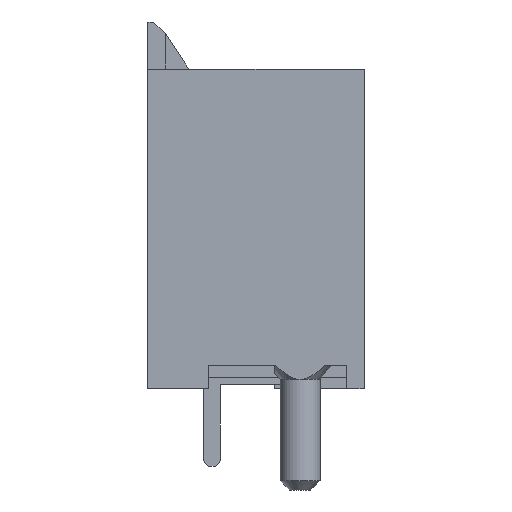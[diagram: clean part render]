
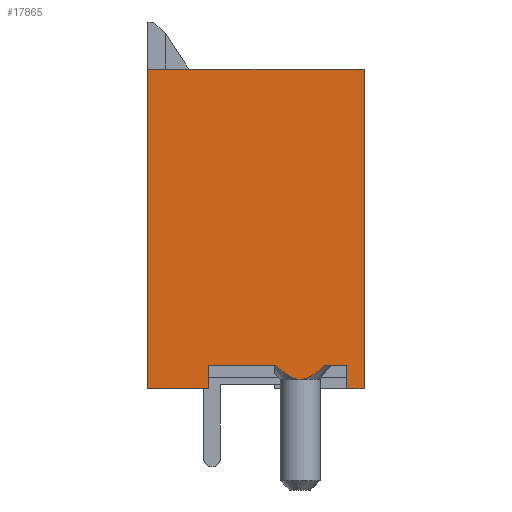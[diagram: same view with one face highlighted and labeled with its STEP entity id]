
A CAD part, left-side view. The second image highlights one B-rep face of the part: STEP entity #17865.
In plain terms, the highlighted planar face has unit normal (-1, 0, 0).
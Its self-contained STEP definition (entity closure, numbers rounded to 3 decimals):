
#26=B_SPLINE_CURVE_WITH_KNOTS('',3,(#24837,#24838,#24839,#24840,#24841,
#24842,#24843,#24844,#24845),.UNSPECIFIED.,.F.,.F.,(4,1,1,1,1,1,4),(0.,
0.25,0.375,0.5,0.625,0.75,1.),.UNSPECIFIED.);
#27=B_SPLINE_CURVE_WITH_KNOTS('',3,(#24847,#24848,#24849,#24850,#24851,
#24852,#24853,#24854,#24855),.UNSPECIFIED.,.F.,.F.,(4,1,1,1,1,1,4),(0.,
0.25,0.375,0.5,0.625,0.75,1.),.UNSPECIFIED.);
#2171=ORIENTED_EDGE('',*,*,#5543,.T.);
#2172=ORIENTED_EDGE('',*,*,#5544,.T.);
#2173=ORIENTED_EDGE('',*,*,#5545,.T.);
#2174=ORIENTED_EDGE('',*,*,#5546,.T.);
#2175=ORIENTED_EDGE('',*,*,#5547,.T.);
#2176=ORIENTED_EDGE('',*,*,#5548,.F.);
#2177=ORIENTED_EDGE('',*,*,#5407,.T.);
#2178=ORIENTED_EDGE('',*,*,#5330,.T.);
#2179=ORIENTED_EDGE('',*,*,#5309,.F.);
#2180=ORIENTED_EDGE('',*,*,#5541,.F.);
#2181=ORIENTED_EDGE('',*,*,#5549,.T.);
#5309=EDGE_CURVE('',#7190,#7191,#8668,.T.);
#5330=EDGE_CURVE('',#7205,#7191,#8685,.T.);
#5407=EDGE_CURVE('',#7255,#7205,#8762,.T.);
#5541=EDGE_CURVE('',#7325,#7190,#8896,.T.);
#5543=EDGE_CURVE('',#7326,#7327,#8898,.T.);
#5544=EDGE_CURVE('',#7327,#7328,#26,.T.);
#5545=EDGE_CURVE('',#7328,#7329,#27,.T.);
#5546=EDGE_CURVE('',#7329,#7330,#8899,.T.);
#5547=EDGE_CURVE('',#7330,#7331,#8900,.T.);
#5548=EDGE_CURVE('',#7255,#7331,#8901,.T.);
#5549=EDGE_CURVE('',#7325,#7326,#8902,.T.);
#7190=VERTEX_POINT('',#24373);
#7191=VERTEX_POINT('',#24375);
#7205=VERTEX_POINT('',#24415);
#7255=VERTEX_POINT('',#24551);
#7325=VERTEX_POINT('',#24830);
#7326=VERTEX_POINT('',#24835);
#7327=VERTEX_POINT('',#24836);
#7328=VERTEX_POINT('',#24846);
#7329=VERTEX_POINT('',#24856);
#7330=VERTEX_POINT('',#24858);
#7331=VERTEX_POINT('',#24860);
#8668=LINE('',#24374,#10272);
#8685=LINE('',#24414,#10289);
#8762=LINE('',#24550,#10366);
#8896=LINE('',#24831,#10500);
#8898=LINE('',#24834,#10502);
#8899=LINE('',#24857,#10503);
#8900=LINE('',#24859,#10504);
#8901=LINE('',#24861,#10505);
#8902=LINE('',#24862,#10506);
#10272=VECTOR('',#20261,1000.);
#10289=VECTOR('',#20296,1000.);
#10366=VECTOR('',#20391,1000.);
#10500=VECTOR('',#20677,1000.);
#10502=VECTOR('',#20681,1000.);
#10503=VECTOR('',#20682,1000.);
#10504=VECTOR('',#20683,1000.);
#10505=VECTOR('',#20684,1000.);
#10506=VECTOR('',#20685,1000.);
#11476=EDGE_LOOP('',(#2171,#2172,#2173,#2174,#2175,#2176,#2177,#2178,#2179,
#2180,#2181));
#12153=FACE_BOUND('',#11476,.T.);
#12808=PLANE('',#18537);
#17865=ADVANCED_FACE('',(#12153),#12808,.F.);
#18537=AXIS2_PLACEMENT_3D('',#24833,#20679,#20680);
#20261=DIRECTION('',(0.,-1.,0.));
#20296=DIRECTION('',(0.,0.,1.));
#20391=DIRECTION('',(0.,-1.,0.));
#20677=DIRECTION('',(0.,0.,1.));
#20679=DIRECTION('',(1.,0.,0.));
#20680=DIRECTION('',(0.,0.,-1.));
#20681=DIRECTION('',(0.,0.,-1.));
#20682=DIRECTION('',(0.,0.,-1.));
#20683=DIRECTION('',(0.,1.,0.));
#20684=DIRECTION('',(0.,0.,1.));
#20685=DIRECTION('',(0.,-1.,0.));
#24373=CARTESIAN_POINT('',(-13.4,13.6,4.6));
#24374=CARTESIAN_POINT('',(-13.4,13.6,4.6));
#24375=CARTESIAN_POINT('',(-13.4,0.,4.6));
#24414=CARTESIAN_POINT('',(-13.4,0.,-4.6));
#24415=CARTESIAN_POINT('',(-13.4,0.,-4.6));
#24550=CARTESIAN_POINT('',(-13.4,13.6,-4.6));
#24551=CARTESIAN_POINT('',(-13.4,13.6,-4.6));
#24830=CARTESIAN_POINT('',(-13.4,13.6,2.));
#24831=CARTESIAN_POINT('',(-13.4,13.6,-4.6));
#24833=CARTESIAN_POINT('',(-13.4,13.6,-4.6));
#24834=CARTESIAN_POINT('',(-13.4,12.6,-0.8));
#24835=CARTESIAN_POINT('',(-13.4,12.6,2.));
#24836=CARTESIAN_POINT('',(-13.4,12.6,-0.826));
#24837=CARTESIAN_POINT('',(-13.4,12.6,-0.826));
#24838=CARTESIAN_POINT('',(-13.4,12.684,-0.916));
#24839=CARTESIAN_POINT('',(-13.4,12.793,-1.04));
#24840=CARTESIAN_POINT('',(-13.4,12.916,-1.197));
#24841=CARTESIAN_POINT('',(-13.4,12.976,-1.277));
#24842=CARTESIAN_POINT('',(-13.4,13.087,-1.457));
#24843=CARTESIAN_POINT('',(-13.4,13.171,-1.648));
#24844=CARTESIAN_POINT('',(-13.4,13.2,-1.788));
#24845=CARTESIAN_POINT('',(-13.4,13.2,-1.875));
#24846=CARTESIAN_POINT('',(-13.4,13.2,-1.875));
#24847=CARTESIAN_POINT('',(-13.4,13.2,-1.875));
#24848=CARTESIAN_POINT('',(-13.4,13.2,-1.96));
#24849=CARTESIAN_POINT('',(-13.4,13.172,-2.098));
#24850=CARTESIAN_POINT('',(-13.4,13.089,-2.288));
#24851=CARTESIAN_POINT('',(-13.4,12.982,-2.464));
#24852=CARTESIAN_POINT('',(-13.4,12.922,-2.546));
#24853=CARTESIAN_POINT('',(-13.4,12.798,-2.705));
#24854=CARTESIAN_POINT('',(-13.4,12.686,-2.831));
#24855=CARTESIAN_POINT('',(-13.4,12.6,-2.924));
#24856=CARTESIAN_POINT('',(-13.4,12.6,-2.924));
#24857=CARTESIAN_POINT('',(-13.4,12.6,-0.8));
#24858=CARTESIAN_POINT('',(-13.4,12.6,-3.85));
#24859=CARTESIAN_POINT('',(-13.4,12.6,-3.85));
#24860=CARTESIAN_POINT('',(-13.4,13.6,-3.85));
#24861=CARTESIAN_POINT('',(-13.4,13.6,-4.6));
#24862=CARTESIAN_POINT('',(-13.4,12.6,2.));
